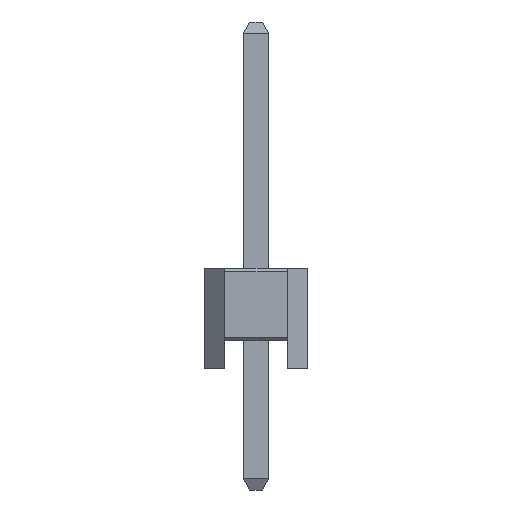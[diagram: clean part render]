
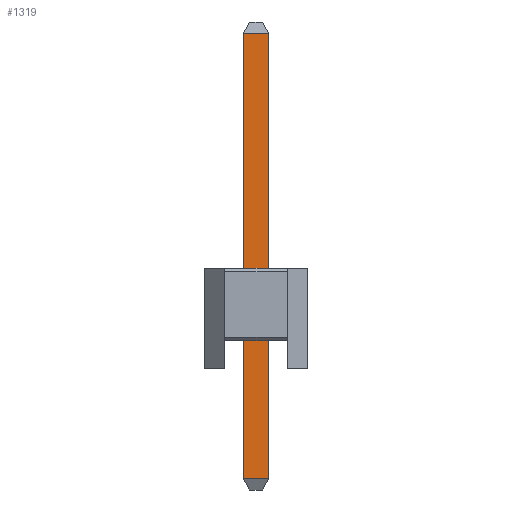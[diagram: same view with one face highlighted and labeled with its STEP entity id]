
A CAD part, left-side view. The second image highlights one B-rep face of the part: STEP entity #1319.
In plain terms, the highlighted planar face has unit normal (-1, 0, 0).
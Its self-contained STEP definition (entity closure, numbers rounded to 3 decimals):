
#1319=ADVANCED_FACE('',(#2227),#2229,.T.);
#2227=FACE_BOUND('',#2228,.T.);
#2228=EDGE_LOOP('',(#2838,#2839,#2840,#2841));
#2229=PLANE('',#2230);
#2230=AXIS2_PLACEMENT_3D('',#2231,#2232,#2233);
#2231=CARTESIAN_POINT('',(-0.32,0.32,-3.));
#2232=DIRECTION('',(-1.,0.,0.));
#2233=DIRECTION('',(0.,-1.,0.));
#2838=ORIENTED_EDGE('',*,*,#3152,.F.);
#2839=ORIENTED_EDGE('',*,*,#3151,.F.);
#2840=ORIENTED_EDGE('',*,*,#3153,.T.);
#2841=ORIENTED_EDGE('',*,*,#3154,.T.);
#3151=EDGE_CURVE('',#3587,#3583,#3589,.T.);
#3152=EDGE_CURVE('',#3583,#3590,#3591,.T.);
#3153=EDGE_CURVE('',#3587,#3592,#3593,.T.);
#3154=EDGE_CURVE('',#3592,#3590,#3594,.T.);
#3583=VERTEX_POINT('',#4549);
#3587=VERTEX_POINT('',#4557);
#3589=LINE('',#4561,#4562);
#3590=VERTEX_POINT('',#4564);
#3591=LINE('',#4565,#4566);
#3592=VERTEX_POINT('',#4568);
#3593=LINE('',#4569,#4570);
#3594=LINE('',#4572,#4573);
#4549=CARTESIAN_POINT('',(-0.32,0.32,8.323));
#4557=CARTESIAN_POINT('',(-0.32,0.32,-2.723));
#4561=CARTESIAN_POINT('',(-0.32,0.32,-2.723));
#4562=VECTOR('',#4563,1.);
#4563=DIRECTION('',(0.,0.,1.));
#4564=CARTESIAN_POINT('',(-0.32,-0.32,8.323));
#4565=CARTESIAN_POINT('',(-0.32,0.32,8.323));
#4566=VECTOR('',#4567,1.);
#4567=DIRECTION('',(0.,-1.,0.));
#4568=CARTESIAN_POINT('',(-0.32,-0.32,-2.723));
#4569=CARTESIAN_POINT('',(-0.32,0.32,-2.723));
#4570=VECTOR('',#4571,1.);
#4571=DIRECTION('',(0.,-1.,0.));
#4572=CARTESIAN_POINT('',(-0.32,-0.32,-2.723));
#4573=VECTOR('',#4574,1.);
#4574=DIRECTION('',(0.,0.,1.));
